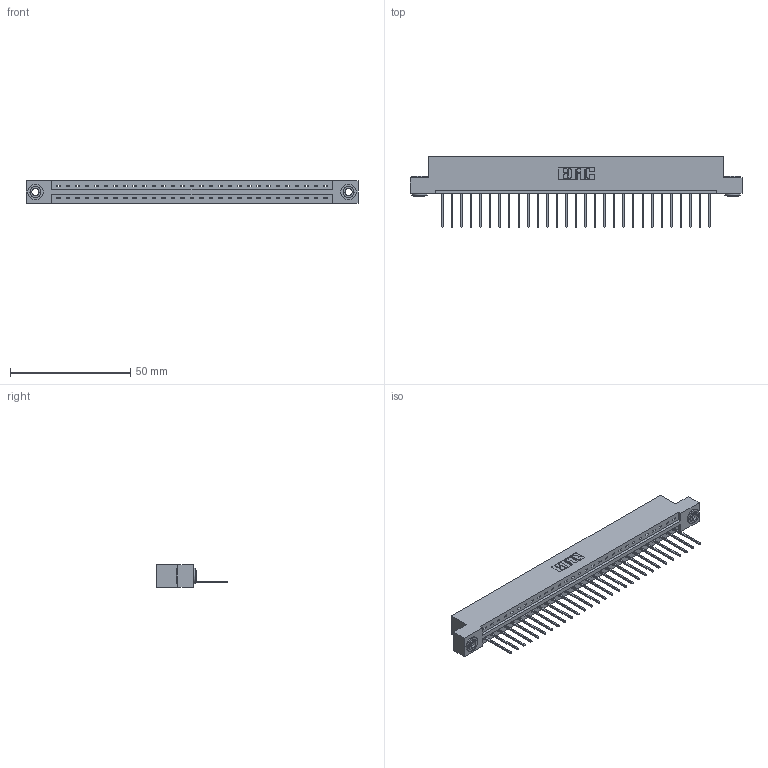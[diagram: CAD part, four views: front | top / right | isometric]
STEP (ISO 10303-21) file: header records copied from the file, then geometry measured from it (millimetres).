
FILE_DESCRIPTION (( 'STEP AP203' ), '1' );
FILE_NAME ('337-029-540-103.STEP', '2018-08-06T13:46:02', ( '' ), ( '' ), 'SwSTEP 2.0', 'SolidWorks 2016', '' );
FILE_SCHEMA (( 'CONFIG_CONTROL_DESIGN' ));
Length unit declared in the file: inch
Products named in the file (4): 337-029-540-103; 337 Part_Flush Mounting Lugs - 0.156 Dia-TH; 345-292-001_345-293-140; 345-250-002_345-250-002-102
Assembly tree (32 placements, depth 2):
  337-029-540-103
    337 Part_Flush Mounting Lugs - 0.156 Dia-TH
    345-292-001_345-293-140  x29
    345-250-002_345-250-002-102  x2
Bounding box: 137.92 x 29.47 x 9.4 mm (x, y, z)
Volume: 14230.7 mm3; surface area: 15157.3 mm2
Topology: 32 solids, 32 shells, 1950 faces, 5839 edges, 3850 vertices
Faces by surface type: plane 1414, cylinder 528, cone 8
Entity records: 23906 total; most frequent: CARTESIAN_POINT 4140, ORIENTED_EDGE 4098, DIRECTION 3545, EDGE_CURVE 2049, VECTOR 1897, LINE 1897, VERTEX_POINT 1362, AXIS2_PLACEMENT_3D 824
